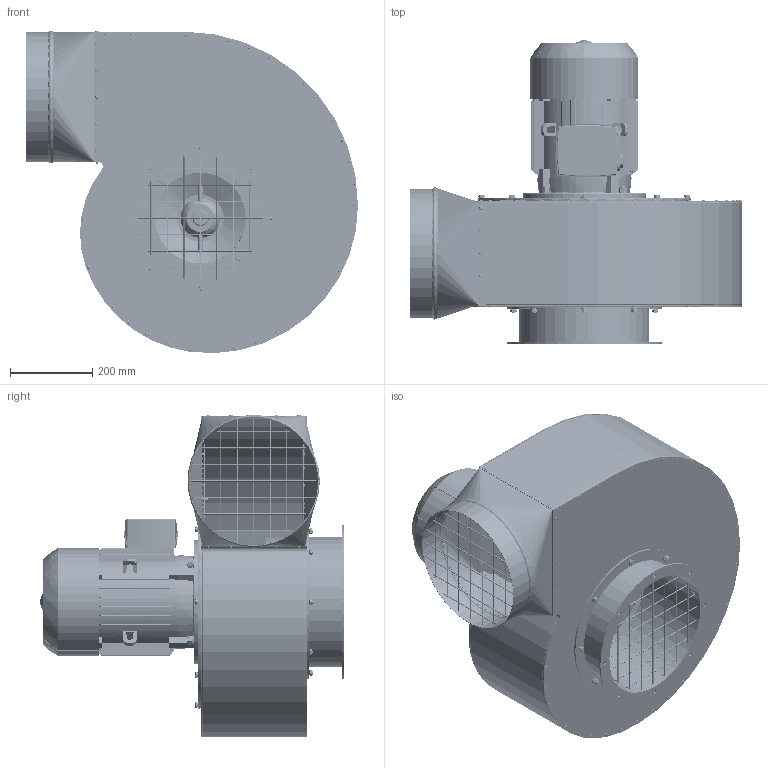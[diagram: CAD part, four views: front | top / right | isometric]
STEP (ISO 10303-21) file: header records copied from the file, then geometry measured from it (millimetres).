
FILE_DESCRIPTION(/* description */ ('804W13 WPA-13-E-N'),/* implementation_level */ '2;1');
FILE_NAME(/* name */ '804W13 WPA-13-E-N.stp',/* time_stamp */ '2022-05-09T12:18:16+02:00',/* author */ ('a.korpacki'),/* organization */ ('KLIMAWENT S.A.'),/* preprocessor_version */ 'ST-DEVELOPER v18.1',/* originating_system */ 'Autodesk Inventor 2021',/* authorisation */ '');
FILE_SCHEMA (('AUTOMOTIVE_DESIGN { 1 0 10303 214 3 1 1 }'));
Length unit declared in the file: millimetre
Products named in the file (1): ~~
Bounding box: 806.24 x 738.5 x 782.63 mm (x, y, z)
Volume: 23051411.8 mm3; surface area: 4298926.7 mm2
Topology: 29 solids, 29 shells, 6091 faces, 15530 edges, 10077 vertices
Faces by surface type: plane 3270, cylinder 1213, bspline 1193, torus 276, cone 135, sphere 4
Full cylindrical faces by diameter (mm): 3 x36, 4 x92, 4.1 x1, 4.2 x94, 4.4 x6, 5 x8, 5.3 x8, 7.5 x1, 8 x112, 8.5 x8, 8.8 x1, 9.5 x8, 10 x16, 10.9 x1, 11.1 x7, 11.63 x8, 12 x8, 13 x4, 14.5 x4, 16.63 x4, 38 x2, 39 x1, 40 x1, 220 x1, 230 x1, 231 x1, 300 x1, 313 x1, 313.5 x1, 314 x1
Entity records: 209346 total; most frequent: CARTESIAN_POINT 61169, ORIENTED_EDGE 31058, DIRECTION 26380, EDGE_CURVE 15529, VERTEX_POINT 10077, AXIS2_PLACEMENT_3D 8812, LINE 8756, VECTOR 8756
